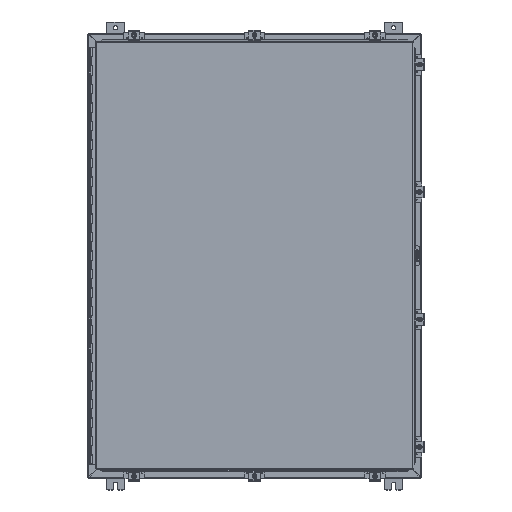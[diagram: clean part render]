
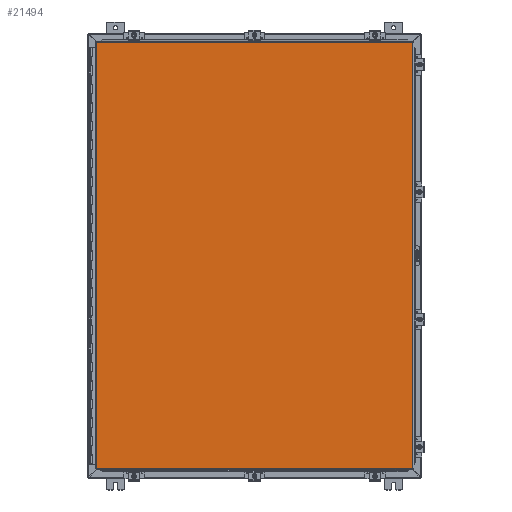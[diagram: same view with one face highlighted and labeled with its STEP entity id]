
A CAD part, top view. The second image highlights one B-rep face of the part: STEP entity #21494.
In plain terms, the highlighted face is planar.
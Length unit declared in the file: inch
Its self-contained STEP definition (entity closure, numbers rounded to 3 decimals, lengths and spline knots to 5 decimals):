
#919 = CARTESIAN_POINT ( 'NONE',  ( 17.08225, 22.9885, 0. ) ) ;
#1155 = VECTOR ( 'NONE', #31712, 39.37008 ) ;
#1209 = CARTESIAN_POINT ( 'NONE',  ( -17.08225, 22.9885, 0. ) ) ;
#2388 = LINE ( 'NONE', #51838, #1155 ) ;
#4230 = VERTEX_POINT ( 'NONE', #24281 ) ;
#6289 = FACE_OUTER_BOUND ( 'NONE', #34030, .T. ) ;
#6949 = EDGE_CURVE ( 'NONE', #11606, #4230, #11247, .T. ) ;
#7099 = EDGE_CURVE ( 'NONE', #28417, #24421, #7982, .T. ) ;
#7982 = LINE ( 'NONE', #1209, #49921 ) ;
#11247 = LINE ( 'NONE', #44230, #22032 ) ;
#11606 = VERTEX_POINT ( 'NONE', #51075 ) ;
#14232 = VECTOR ( 'NONE', #29258, 39.37008 ) ;
#21494 = ADVANCED_FACE ( 'NONE', ( #6289 ), #38266, .F. ) ;
#22032 = VECTOR ( 'NONE', #24940, 39.37008 ) ;
#24042 = CARTESIAN_POINT ( 'NONE',  ( 17.08225, 22.9885, 0. ) ) ;
#24281 = CARTESIAN_POINT ( 'NONE',  ( -17.08225, -22.9885, 0. ) ) ;
#24421 = VERTEX_POINT ( 'NONE', #24042 ) ;
#24940 = DIRECTION ( 'NONE',  ( -1., 0., 0. ) ) ;
#27409 = AXIS2_PLACEMENT_3D ( 'NONE', #37342, #37284, #37174 ) ;
#28417 = VERTEX_POINT ( 'NONE', #50328 ) ;
#29258 = DIRECTION ( 'NONE',  ( 0., -1., 0. ) ) ;
#31712 = DIRECTION ( 'NONE',  ( 0., 1., 0. ) ) ;
#34030 = EDGE_LOOP ( 'NONE', ( #35610, #40366, #43603, #44375 ) ) ;
#35610 = ORIENTED_EDGE ( 'NONE', *, *, #49434, .T. ) ;
#37174 = DIRECTION ( 'NONE',  ( 1., 0., 0. ) ) ;
#37284 = DIRECTION ( 'NONE',  ( 0., 0., 1. ) ) ;
#37342 = CARTESIAN_POINT ( 'NONE',  ( 0., 0., 0. ) ) ;
#38266 = PLANE ( 'NONE',  #27409 ) ;
#40366 = ORIENTED_EDGE ( 'NONE', *, *, #7099, .T. ) ;
#43603 = ORIENTED_EDGE ( 'NONE', *, *, #51900, .T. ) ;
#44230 = CARTESIAN_POINT ( 'NONE',  ( 17.08225, -22.9885, 0. ) ) ;
#44375 = ORIENTED_EDGE ( 'NONE', *, *, #6949, .T. ) ;
#45473 = LINE ( 'NONE', #919, #14232 ) ;
#46127 = DIRECTION ( 'NONE',  ( 1., 0., 0. ) ) ;
#49434 = EDGE_CURVE ( 'NONE', #4230, #28417, #2388, .T. ) ;
#49921 = VECTOR ( 'NONE', #46127, 39.37008 ) ;
#50328 = CARTESIAN_POINT ( 'NONE',  ( -17.08225, 22.9885, 0. ) ) ;
#51075 = CARTESIAN_POINT ( 'NONE',  ( 17.08225, -22.9885, 0. ) ) ;
#51838 = CARTESIAN_POINT ( 'NONE',  ( -17.08225, -22.9885, 0. ) ) ;
#51900 = EDGE_CURVE ( 'NONE', #24421, #11606, #45473, .T. ) ;
